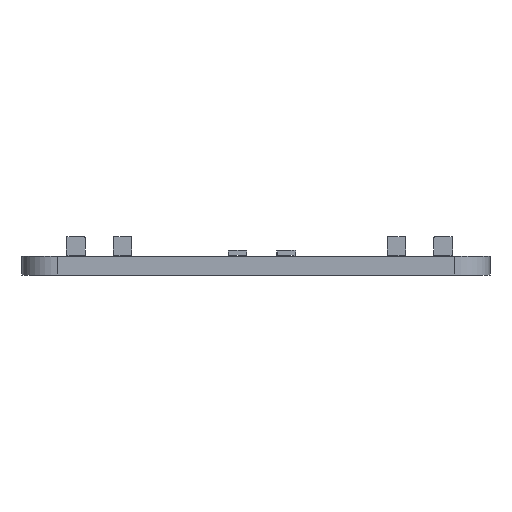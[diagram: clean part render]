
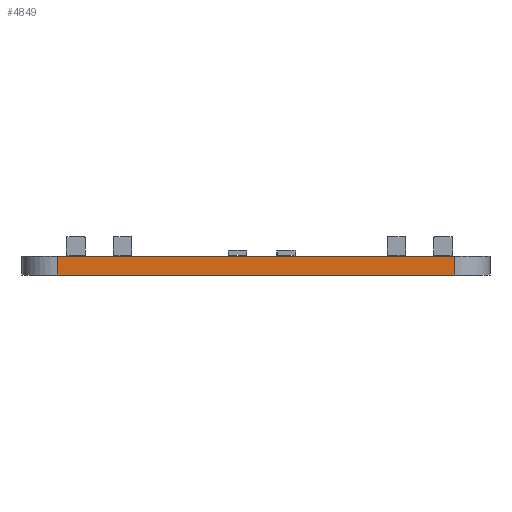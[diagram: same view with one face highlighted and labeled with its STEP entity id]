
A CAD part, front view. The second image highlights one B-rep face of the part: STEP entity #4849.
In plain terms, the highlighted planar face has unit normal (0, -1, 0).
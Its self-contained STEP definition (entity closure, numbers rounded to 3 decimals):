
#4035 = PLANE('',#4036);
#4036 = AXIS2_PLACEMENT_3D('',#4037,#4038,#4039);
#4037 = CARTESIAN_POINT('',(60.,-46.,1.6));
#4038 = DIRECTION('',(0.,0.,1.));
#4039 = DIRECTION('',(1.,0.,-0.));
#4089 = PLANE('',#4090);
#4090 = AXIS2_PLACEMENT_3D('',#4091,#4092,#4093);
#4091 = CARTESIAN_POINT('',(60.,-46.,0.));
#4092 = DIRECTION('',(0.,0.,1.));
#4093 = DIRECTION('',(1.,0.,-0.));
#4286 = VERTEX_POINT('',#4287);
#4287 = CARTESIAN_POINT('',(43.,-70.,0.));
#4302 = CYLINDRICAL_SURFACE('',#4303,3.);
#4303 = AXIS2_PLACEMENT_3D('',#4304,#4305,#4306);
#4304 = CARTESIAN_POINT('',(43.,-67.,0.));
#4305 = DIRECTION('',(-0.,-0.,-1.));
#4306 = DIRECTION('',(1.,0.,-0.));
#4314 = EDGE_CURVE('',#4286,#4315,#4317,.T.);
#4315 = VERTEX_POINT('',#4316);
#4316 = CARTESIAN_POINT('',(77.,-70.,0.));
#4317 = SURFACE_CURVE('',#4318,(#4322,#4329),.PCURVE_S1.);
#4318 = LINE('',#4319,#4320);
#4319 = CARTESIAN_POINT('',(43.,-70.,0.));
#4320 = VECTOR('',#4321,1.);
#4321 = DIRECTION('',(1.,0.,0.));
#4322 = PCURVE('',#4089,#4323);
#4323 = DEFINITIONAL_REPRESENTATION('',(#4324),#4328);
#4324 = LINE('',#4325,#4326);
#4325 = CARTESIAN_POINT('',(-17.,-24.));
#4326 = VECTOR('',#4327,1.);
#4327 = DIRECTION('',(1.,0.));
#4328 = ( GEOMETRIC_REPRESENTATION_CONTEXT(2) 
PARAMETRIC_REPRESENTATION_CONTEXT() REPRESENTATION_CONTEXT('2D SPACE',''
  ) );
#4329 = PCURVE('',#4330,#4335);
#4330 = PLANE('',#4331);
#4331 = AXIS2_PLACEMENT_3D('',#4332,#4333,#4334);
#4332 = CARTESIAN_POINT('',(43.,-70.,0.));
#4333 = DIRECTION('',(0.,1.,0.));
#4334 = DIRECTION('',(1.,0.,0.));
#4335 = DEFINITIONAL_REPRESENTATION('',(#4336),#4340);
#4336 = LINE('',#4337,#4338);
#4337 = CARTESIAN_POINT('',(0.,0.));
#4338 = VECTOR('',#4339,1.);
#4339 = DIRECTION('',(1.,0.));
#4340 = ( GEOMETRIC_REPRESENTATION_CONTEXT(2) 
PARAMETRIC_REPRESENTATION_CONTEXT() REPRESENTATION_CONTEXT('2D SPACE',''
  ) );
#4359 = CYLINDRICAL_SURFACE('',#4360,3.);
#4360 = AXIS2_PLACEMENT_3D('',#4361,#4362,#4363);
#4361 = CARTESIAN_POINT('',(77.,-67.,0.));
#4362 = DIRECTION('',(-0.,-0.,-1.));
#4363 = DIRECTION('',(1.,0.,-0.));
#4546 = VERTEX_POINT('',#4547);
#4547 = CARTESIAN_POINT('',(43.,-70.,1.6));
#4569 = EDGE_CURVE('',#4546,#4570,#4572,.T.);
#4570 = VERTEX_POINT('',#4571);
#4571 = CARTESIAN_POINT('',(77.,-70.,1.6));
#4572 = SURFACE_CURVE('',#4573,(#4577,#4584),.PCURVE_S1.);
#4573 = LINE('',#4574,#4575);
#4574 = CARTESIAN_POINT('',(43.,-70.,1.6));
#4575 = VECTOR('',#4576,1.);
#4576 = DIRECTION('',(1.,0.,0.));
#4577 = PCURVE('',#4035,#4578);
#4578 = DEFINITIONAL_REPRESENTATION('',(#4579),#4583);
#4579 = LINE('',#4580,#4581);
#4580 = CARTESIAN_POINT('',(-17.,-24.));
#4581 = VECTOR('',#4582,1.);
#4582 = DIRECTION('',(1.,0.));
#4583 = ( GEOMETRIC_REPRESENTATION_CONTEXT(2) 
PARAMETRIC_REPRESENTATION_CONTEXT() REPRESENTATION_CONTEXT('2D SPACE',''
  ) );
#4584 = PCURVE('',#4330,#4585);
#4585 = DEFINITIONAL_REPRESENTATION('',(#4586),#4590);
#4586 = LINE('',#4587,#4588);
#4587 = CARTESIAN_POINT('',(0.,-1.6));
#4588 = VECTOR('',#4589,1.);
#4589 = DIRECTION('',(1.,0.));
#4590 = ( GEOMETRIC_REPRESENTATION_CONTEXT(2) 
PARAMETRIC_REPRESENTATION_CONTEXT() REPRESENTATION_CONTEXT('2D SPACE',''
  ) );
#4799 = EDGE_CURVE('',#4315,#4570,#4800,.T.);
#4800 = SURFACE_CURVE('',#4801,(#4805,#4812),.PCURVE_S1.);
#4801 = LINE('',#4802,#4803);
#4802 = CARTESIAN_POINT('',(77.,-70.,0.));
#4803 = VECTOR('',#4804,1.);
#4804 = DIRECTION('',(0.,0.,1.));
#4805 = PCURVE('',#4359,#4806);
#4806 = DEFINITIONAL_REPRESENTATION('',(#4807),#4811);
#4807 = LINE('',#4808,#4809);
#4808 = CARTESIAN_POINT('',(-4.712,0.));
#4809 = VECTOR('',#4810,1.);
#4810 = DIRECTION('',(-0.,-1.));
#4811 = ( GEOMETRIC_REPRESENTATION_CONTEXT(2) 
PARAMETRIC_REPRESENTATION_CONTEXT() REPRESENTATION_CONTEXT('2D SPACE',''
  ) );
#4812 = PCURVE('',#4330,#4813);
#4813 = DEFINITIONAL_REPRESENTATION('',(#4814),#4818);
#4814 = LINE('',#4815,#4816);
#4815 = CARTESIAN_POINT('',(34.,0.));
#4816 = VECTOR('',#4817,1.);
#4817 = DIRECTION('',(0.,-1.));
#4818 = ( GEOMETRIC_REPRESENTATION_CONTEXT(2) 
PARAMETRIC_REPRESENTATION_CONTEXT() REPRESENTATION_CONTEXT('2D SPACE',''
  ) );
#4828 = EDGE_CURVE('',#4286,#4546,#4829,.T.);
#4829 = SURFACE_CURVE('',#4830,(#4834,#4841),.PCURVE_S1.);
#4830 = LINE('',#4831,#4832);
#4831 = CARTESIAN_POINT('',(43.,-70.,0.));
#4832 = VECTOR('',#4833,1.);
#4833 = DIRECTION('',(0.,0.,1.));
#4834 = PCURVE('',#4302,#4835);
#4835 = DEFINITIONAL_REPRESENTATION('',(#4836),#4840);
#4836 = LINE('',#4837,#4838);
#4837 = CARTESIAN_POINT('',(-4.712,0.));
#4838 = VECTOR('',#4839,1.);
#4839 = DIRECTION('',(-0.,-1.));
#4840 = ( GEOMETRIC_REPRESENTATION_CONTEXT(2) 
PARAMETRIC_REPRESENTATION_CONTEXT() REPRESENTATION_CONTEXT('2D SPACE',''
  ) );
#4841 = PCURVE('',#4330,#4842);
#4842 = DEFINITIONAL_REPRESENTATION('',(#4843),#4847);
#4843 = LINE('',#4844,#4845);
#4844 = CARTESIAN_POINT('',(0.,0.));
#4845 = VECTOR('',#4846,1.);
#4846 = DIRECTION('',(0.,-1.));
#4847 = ( GEOMETRIC_REPRESENTATION_CONTEXT(2) 
PARAMETRIC_REPRESENTATION_CONTEXT() REPRESENTATION_CONTEXT('2D SPACE',''
  ) );
#4849 = ADVANCED_FACE('',(#4850),#4330,.F.);
#4850 = FACE_BOUND('',#4851,.F.);
#4851 = EDGE_LOOP('',(#4852,#4853,#4854,#4855));
#4852 = ORIENTED_EDGE('',*,*,#4828,.T.);
#4853 = ORIENTED_EDGE('',*,*,#4569,.T.);
#4854 = ORIENTED_EDGE('',*,*,#4799,.F.);
#4855 = ORIENTED_EDGE('',*,*,#4314,.F.);
